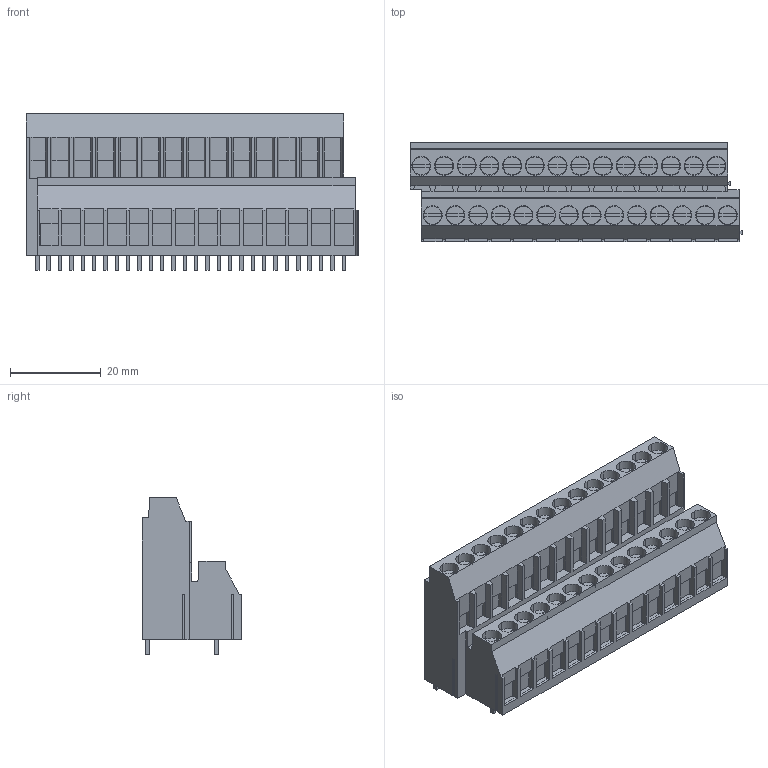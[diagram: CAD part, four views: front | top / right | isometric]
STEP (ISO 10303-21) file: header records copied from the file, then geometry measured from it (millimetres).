
FILE_DESCRIPTION(('CATIA V5 STEP','CAx-IF Rec.Pracs.--- Model Styling and Organization---1.4--- 2014-01-23'),'2;1');
FILE_NAME ('D1460967_1', '2024-03-18T13:07:23+00:00', ('none'), ('Weidmueller'), 'CATIA Version 5-6 Release 2016 SP3 HF44', 'CATIA V5 STEP AP214', 'none');
FILE_SCHEMA(('AUTOMOTIVE_DESIGN { 1 0 10303 214 1 1 1 1 }'));
Length unit declared in the file: millimetre
Products named in the file (1): 1977370000
Bounding box: 73.15 x 21.94 x 34.47 mm (x, y, z)
Volume: 29569.8 mm3; surface area: 14647.5 mm2
Topology: 57 solids, 57 shells, 1558 faces, 4478 edges, 3063 vertices
Faces by surface type: plane 1446, cylinder 112
Entity records: 46590 total; most frequent: ORIENTED_EDGE 8956, CARTESIAN_POINT 8925, DIRECTION 5874, EDGE_CURVE 4478, VECTOR 3968, LINE 3968, VERTEX_POINT 3063, EDGE_LOOP 1587
